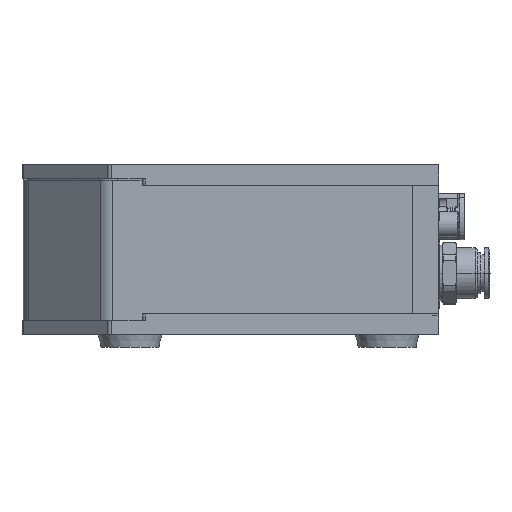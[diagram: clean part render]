
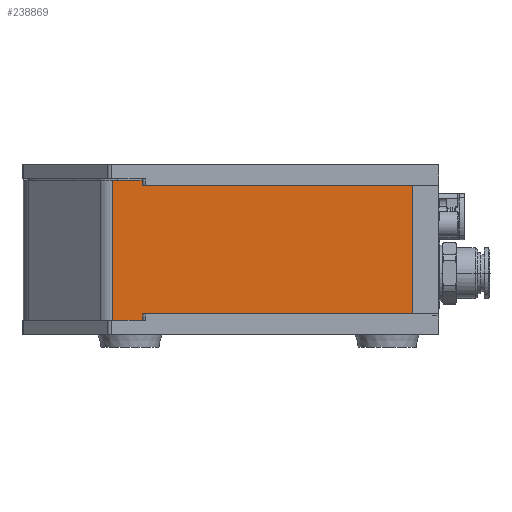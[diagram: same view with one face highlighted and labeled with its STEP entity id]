
A CAD part, left-side view. The second image highlights one B-rep face of the part: STEP entity #238869.
In plain terms, the highlighted face is planar.
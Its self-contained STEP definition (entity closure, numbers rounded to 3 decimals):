
#101574=PLANE('',#231789);
#110591=ORIENTED_EDGE('',*,*,#144661,.F.);
#110592=ORIENTED_EDGE('',*,*,#144718,.F.);
#110593=ORIENTED_EDGE('',*,*,#144780,.F.);
#110594=ORIENTED_EDGE('',*,*,#144640,.T.);
#126360=VECTOR('',#166341,1.);
#126373=VECTOR('',#166372,1.);
#126417=VECTOR('',#166468,1.);
#126466=VECTOR('',#166601,1.);
#131583=LINE('',#195794,#126360);
#131596=LINE('',#195835,#126373);
#131640=LINE('',#195948,#126417);
#131689=LINE('',#196072,#126466);
#137505=VERTEX_POINT('',#195790);
#137507=VERTEX_POINT('',#195793);
#137526=VERTEX_POINT('',#195833);
#137569=VERTEX_POINT('',#195946);
#144640=EDGE_CURVE('',#137507,#137505,#131583,.T.);
#144661=EDGE_CURVE('',#137526,#137505,#131596,.T.);
#144718=EDGE_CURVE('',#137569,#137526,#131640,.T.);
#144780=EDGE_CURVE('',#137507,#137569,#131689,.T.);
#153634=EDGE_LOOP('',(#110591,#110592,#110593,#110594));
#158556=FACE_BOUND('',#153634,.T.);
#166341=DIRECTION('',(-120.528,0.,0.));
#166372=DIRECTION('',(0.,-54.5,0.));
#166468=DIRECTION('',(-120.528,0.,0.));
#166601=DIRECTION('',(0.,54.5,0.));
#166602=DIRECTION('',(0.,0.,-1.));
#166603=DIRECTION('',(0.,1.,0.));
#195790=CARTESIAN_POINT('',(-61.598,-27.25,-172.5));
#195793=CARTESIAN_POINT('',(58.93,-27.25,-172.5));
#195794=CARTESIAN_POINT('',(58.93,-27.25,-172.5));
#195833=CARTESIAN_POINT('',(-61.598,27.25,-172.5));
#195835=CARTESIAN_POINT('',(-61.598,27.25,-172.5));
#195946=CARTESIAN_POINT('',(58.93,27.25,-172.5));
#195948=CARTESIAN_POINT('',(58.93,27.25,-172.5));
#196072=CARTESIAN_POINT('',(58.93,-27.25,-172.5));
#196073=CARTESIAN_POINT('',(58.93,27.25,-172.5));
#231789=AXIS2_PLACEMENT_3D('',#196073,#166602,#166603);
#238869=ADVANCED_FACE('',(#158556),#101574,.T.);
